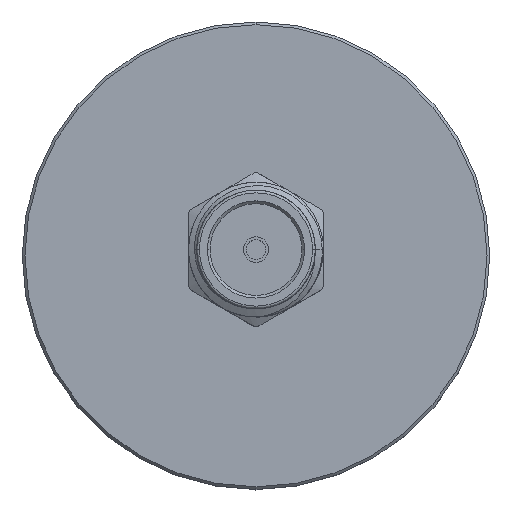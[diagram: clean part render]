
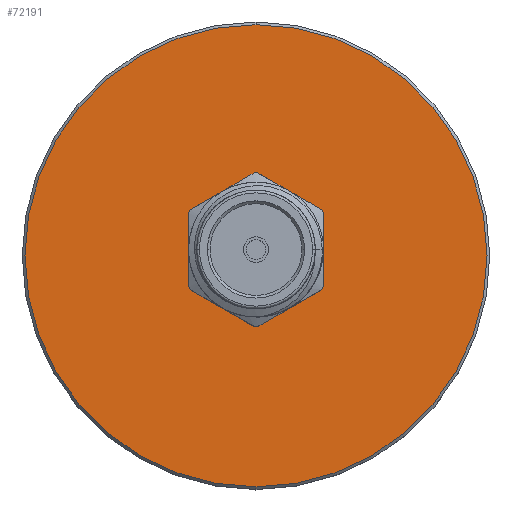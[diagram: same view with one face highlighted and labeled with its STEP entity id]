
A CAD part, top view. The second image highlights one B-rep face of the part: STEP entity #72191.
In plain terms, the highlighted face is planar.
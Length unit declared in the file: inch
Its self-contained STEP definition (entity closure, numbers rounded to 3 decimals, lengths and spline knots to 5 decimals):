
#1791 = DIRECTION ( 'NONE',  ( -1., 0., 0. ) ) ;
#9212 = EDGE_LOOP ( 'NONE', ( #14320, #23104 ) ) ;
#10811 = FACE_BOUND ( 'NONE', #12589, .T. ) ;
#12589 = EDGE_LOOP ( 'NONE', ( #65211, #21012 ) ) ;
#14320 = ORIENTED_EDGE ( 'NONE', *, *, #17570, .T. ) ;
#14419 = CARTESIAN_POINT ( 'NONE',  ( 0.512, 0.30996, 0. ) ) ;
#15545 = CARTESIAN_POINT ( 'NONE',  ( 0.512, 0., 0. ) ) ;
#17570 = EDGE_CURVE ( 'NONE', #63379, #75530, #18078, .T. ) ;
#18078 = CIRCLE ( 'NONE', #86142, 0.428 ) ;
#20618 = AXIS2_PLACEMENT_3D ( 'NONE', #15545, #66014, #87798 ) ;
#21012 = ORIENTED_EDGE ( 'NONE', *, *, #30366, .F. ) ;
#21671 = VERTEX_POINT ( 'NONE', #58359 ) ;
#23104 = ORIENTED_EDGE ( 'NONE', *, *, #72062, .T. ) ;
#24776 = CARTESIAN_POINT ( 'NONE',  ( 0.512, 0., 0. ) ) ;
#28381 = EDGE_CURVE ( 'NONE', #49271, #21671, #35643, .T. ) ;
#29370 = DIRECTION ( 'NONE',  ( 1., 0., 0. ) ) ;
#29986 = CARTESIAN_POINT ( 'NONE',  ( 0.512, 0., 0. ) ) ;
#30366 = EDGE_CURVE ( 'NONE', #21671, #49271, #66843, .T. ) ;
#31158 = CARTESIAN_POINT ( 'NONE',  ( 0.512, 0., -0.428 ) ) ;
#31968 = DIRECTION ( 'NONE',  ( 0., 0., -1. ) ) ;
#35643 = CIRCLE ( 'NONE', #20618, 0.0645 ) ;
#43098 = PLANE ( 'NONE',  #56962 ) ;
#45355 = CIRCLE ( 'NONE', #88597, 0.428 ) ;
#46517 = FACE_OUTER_BOUND ( 'NONE', #9212, .T. ) ;
#49271 = VERTEX_POINT ( 'NONE', #51470 ) ;
#51470 = CARTESIAN_POINT ( 'NONE',  ( 0.512, 0., -0.0645 ) ) ;
#56962 = AXIS2_PLACEMENT_3D ( 'NONE', #14419, #29370, #85758 ) ;
#58359 = CARTESIAN_POINT ( 'NONE',  ( 0.512, 0., 0.0645 ) ) ;
#63379 = VERTEX_POINT ( 'NONE', #31158 ) ;
#65211 = ORIENTED_EDGE ( 'NONE', *, *, #28381, .F. ) ;
#65219 = DIRECTION ( 'NONE',  ( 0., 0., -1. ) ) ;
#65445 = CARTESIAN_POINT ( 'NONE',  ( 0.512, 0., 0. ) ) ;
#66014 = DIRECTION ( 'NONE',  ( -1., 0., 0. ) ) ;
#66843 = CIRCLE ( 'NONE', #72631, 0.0645 ) ;
#72062 = EDGE_CURVE ( 'NONE', #75530, #63379, #45355, .T. ) ;
#72191 = ADVANCED_FACE ( 'NONE', ( #10811, #46517 ), #43098, .F. ) ;
#72370 = DIRECTION ( 'NONE',  ( -1., 0., 0. ) ) ;
#72549 = CARTESIAN_POINT ( 'NONE',  ( 0.512, 0., 0.428 ) ) ;
#72631 = AXIS2_PLACEMENT_3D ( 'NONE', #65445, #1791, #80354 ) ;
#74652 = DIRECTION ( 'NONE',  ( -1., 0., 0. ) ) ;
#75530 = VERTEX_POINT ( 'NONE', #72549 ) ;
#80354 = DIRECTION ( 'NONE',  ( 0., 0., 1. ) ) ;
#85758 = DIRECTION ( 'NONE',  ( 0., 0., -1. ) ) ;
#86142 = AXIS2_PLACEMENT_3D ( 'NONE', #24776, #74652, #31968 ) ;
#87798 = DIRECTION ( 'NONE',  ( 0., 0., 1. ) ) ;
#88597 = AXIS2_PLACEMENT_3D ( 'NONE', #29986, #72370, #65219 ) ;
